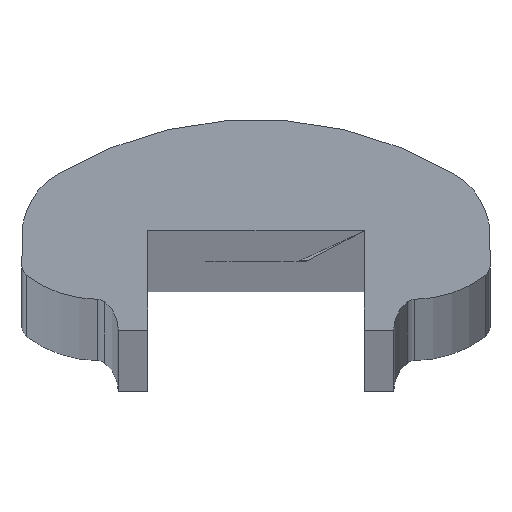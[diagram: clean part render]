
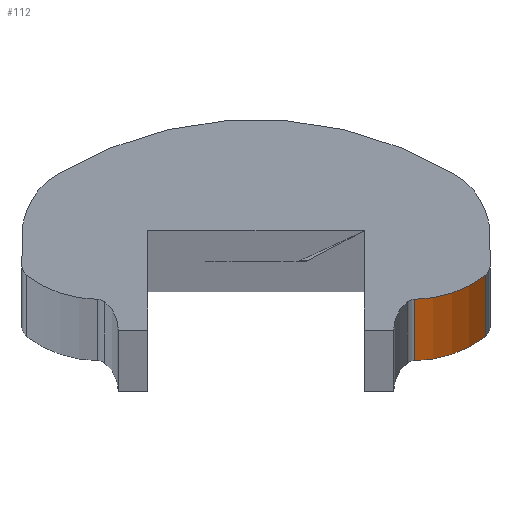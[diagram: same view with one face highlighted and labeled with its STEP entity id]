
A CAD part, top view. The second image highlights one B-rep face of the part: STEP entity #112.
In plain terms, the highlighted cylindrical face has radius 10 mm (diameter 20 mm), a partial arc.
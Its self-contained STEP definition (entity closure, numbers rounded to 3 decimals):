
#85 = EDGE_CURVE ( 'NONE', #7296, #2990, #9377, .T. ) ;
#112 = ADVANCED_FACE ( 'NONE', ( #4324 ), #7207, .T. ) ;
#128 = DIRECTION ( 'NONE',  ( 1., 0., 0. ) ) ;
#349 = VECTOR ( 'NONE', #3695, 1000. ) ;
#759 = ORIENTED_EDGE ( 'NONE', *, *, #85, .T. ) ;
#1118 = VERTEX_POINT ( 'NONE', #8082 ) ;
#1148 = DIRECTION ( 'NONE',  ( 0., 0., 1. ) ) ;
#1752 = LINE ( 'NONE', #4484, #349 ) ;
#1879 = VERTEX_POINT ( 'NONE', #8116 ) ;
#2122 = VECTOR ( 'NONE', #2481, 1000. ) ;
#2388 = EDGE_LOOP ( 'NONE', ( #7688, #8097, #8980, #759 ) ) ;
#2481 = DIRECTION ( 'NONE',  ( 0., 0., 1. ) ) ;
#2930 = DIRECTION ( 'NONE',  ( 1., 0., 0. ) ) ;
#2989 = AXIS2_PLACEMENT_3D ( 'NONE', #10617, #5354, #128 ) ;
#2990 = VERTEX_POINT ( 'NONE', #7645 ) ;
#3597 = AXIS2_PLACEMENT_3D ( 'NONE', #9993, #1148, #2930 ) ;
#3695 = DIRECTION ( 'NONE',  ( 0., 0., 1. ) ) ;
#3775 = EDGE_CURVE ( 'NONE', #1879, #1118, #1752, .T. ) ;
#4324 = FACE_OUTER_BOUND ( 'NONE', #2388, .T. ) ;
#4425 = DIRECTION ( 'NONE',  ( 0., 0., 1. ) ) ;
#4484 = CARTESIAN_POINT ( 'NONE',  ( 13.541, 2.635, -1500. ) ) ;
#4937 = AXIS2_PLACEMENT_3D ( 'NONE', #9429, #4425, #7117 ) ;
#5104 = CARTESIAN_POINT ( 'NONE',  ( 19.607, 4.684, -1500. ) ) ;
#5354 = DIRECTION ( 'NONE',  ( 0., 0., 1. ) ) ;
#5439 = EDGE_CURVE ( 'NONE', #1879, #7296, #8307, .T. ) ;
#6912 = CIRCLE ( 'NONE', #2989, 10. ) ;
#7117 = DIRECTION ( 'NONE',  ( 1., 0., 0. ) ) ;
#7207 = CYLINDRICAL_SURFACE ( 'NONE', #4937, 10. ) ;
#7296 = VERTEX_POINT ( 'NONE', #5104 ) ;
#7634 = EDGE_CURVE ( 'NONE', #1118, #2990, #6912, .T. ) ;
#7645 = CARTESIAN_POINT ( 'NONE',  ( 19.607, 4.684, 1500. ) ) ;
#7688 = ORIENTED_EDGE ( 'NONE', *, *, #7634, .F. ) ;
#8082 = CARTESIAN_POINT ( 'NONE',  ( 13.541, 2.635, 1500. ) ) ;
#8097 = ORIENTED_EDGE ( 'NONE', *, *, #3775, .F. ) ;
#8116 = CARTESIAN_POINT ( 'NONE',  ( 13.541, 2.635, -1500. ) ) ;
#8307 = CIRCLE ( 'NONE', #3597, 10. ) ;
#8980 = ORIENTED_EDGE ( 'NONE', *, *, #5439, .T. ) ;
#9377 = LINE ( 'NONE', #9601, #2122 ) ;
#9429 = CARTESIAN_POINT ( 'NONE',  ( 13.541, 12.635, -1500. ) ) ;
#9601 = CARTESIAN_POINT ( 'NONE',  ( 19.607, 4.684, -1500. ) ) ;
#9993 = CARTESIAN_POINT ( 'NONE',  ( 13.541, 12.635, -1500. ) ) ;
#10617 = CARTESIAN_POINT ( 'NONE',  ( 13.541, 12.635, 1500. ) ) ;
